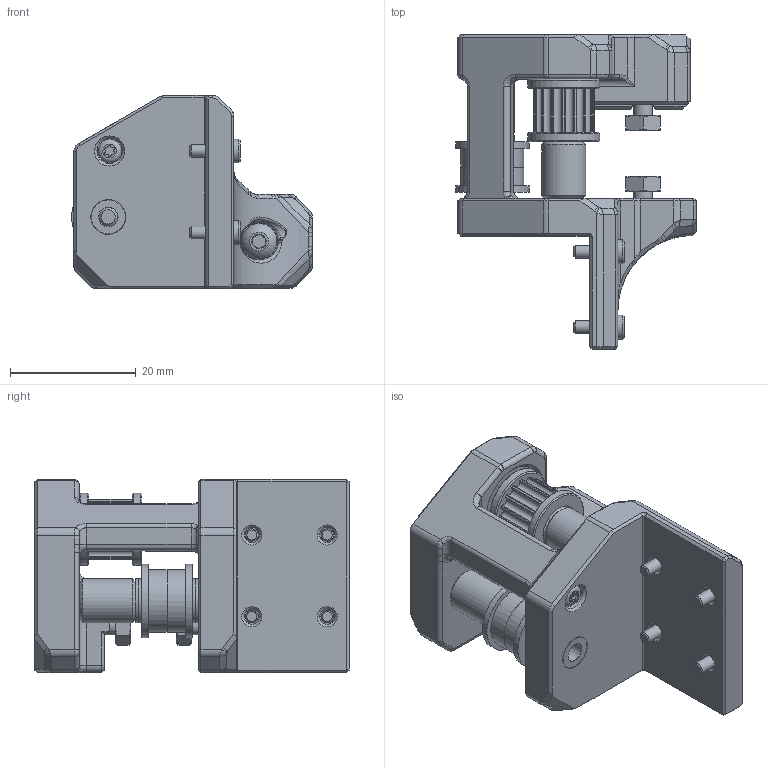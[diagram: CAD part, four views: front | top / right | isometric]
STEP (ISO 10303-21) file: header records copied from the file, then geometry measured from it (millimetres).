
FILE_DESCRIPTION(/* description */ ('','CAx-IF Rec.Pracs.---Representation and Presentation of Product Manufacturing Information (PMI)---4.0---2014-10-13'),/* implementation_level */ '2;1');
FILE_NAME(/* name */ 'V0_Live_Shaft_XY_Joint.step',/* time_stamp */ '2024-11-20T23:30:35-07:00',/* author */ (''),/* organization */ (''),/* preprocessor_version */ 'ST-DEVELOPER v20',/* originating_system */ 'Autodesk Translation Framework v13.20.0.188',/* authorisation */ '');
FILE_SCHEMA (('AP242_MANAGED_MODEL_BASED_3D_ENGINEERING_MIM_LF { 1 0 10303 442 1 1 4 }'));
Length unit declared in the file: millimetre
Products named in the file (30): V0 Live Shaft XY Joint; Printed Parts (11); XY Joint Left Lower (1); XY Joint Left Upper; Spacers (2); [a]_9mm_Spacer; [a]_9mm_Spacer (1); Hardware; GT2-16 ; Pulley; Pulley Flange; 3x27mm Pin; Screws (14); M2x10 Self Tapper (2); M3x6 BHCS (4); M3x12 BHCS (3); M3x25 BHCS; M2x6 SHCS; Bearing Stacks (4); Live Shaft Bearings; F623 Stack; F623-RS (2); Washers (3); M3 Washer; M3 Washer (1); M3 Washer (2); Threaded Inserts; M3 Threaded Insert (4); Nuts (23); M3 Hexnut (7)
Assembly tree (42 placements, depth 5):
  V0 Live Shaft XY Joint
    Printed Parts (11)
      XY Joint Left Lower (1)
      XY Joint Left Upper
      Spacers (2)
        [a]_9mm_Spacer
        [a]_9mm_Spacer (1)
    Hardware
      GT2-16 
        Pulley
        Pulley Flange  x2
        3x27mm Pin
      Screws (14)
        M2x10 Self Tapper (2)
        M3x12 BHCS (3)  x2
        M3x6 BHCS (4)
        M3x25 BHCS
        M2x6 SHCS  x4
      Bearing Stacks (4)
        Live Shaft Bearings
          F623-RS (2)  x2
        F623 Stack
          F623-RS (2)  x2
          M3 Washer  x2
        Washers (3)
          M3 Washer  x2
          M3 Washer (1)
          M3 Washer (2)
      Threaded Inserts
        M3 Threaded Insert (4)
      Nuts (23)
        M3 Hexnut (7)  x3
Bounding box: 38.35 x 50.05 x 30.74 mm (x, y, z)
Volume: 17980.9 mm3; surface area: 14208.7 mm2
Topology: 35 solids, 35 shells, 1128 faces, 2675 edges, 1658 vertices
Faces by surface type: cylinder 330, plane 329, bspline 260, cone 187, torus 18, sphere 4
Full cylindrical faces by diameter (mm): 1.28 x11, 1.6 x1, 2 x4, 2.2 x9, 2.4 x5, 3 x14, 3.2 x9, 3.4 x3, 3.6 x2, 3.75 x1, 3.8 x4, 4 x1, 4.1 x4, 4.6 x1, 5.05 x1, 5.16 x1, 5.56 x1, 5.7 x4, 6 x4, 6.06 x8, 6.8 x4, 6.94 x8, 7 x8, 10 x4, 10.075 x2, 11.5 x2, 11.7 x4, 12 x2
Entity records: 38243 total; most frequent: CARTESIAN_POINT 16184, ORIENTED_EDGE 4660, DIRECTION 4292, EDGE_CURVE 2330, AXIS2_PLACEMENT_3D 1640, VERTEX_POINT 1462, EDGE_LOOP 1012, LINE 1012
